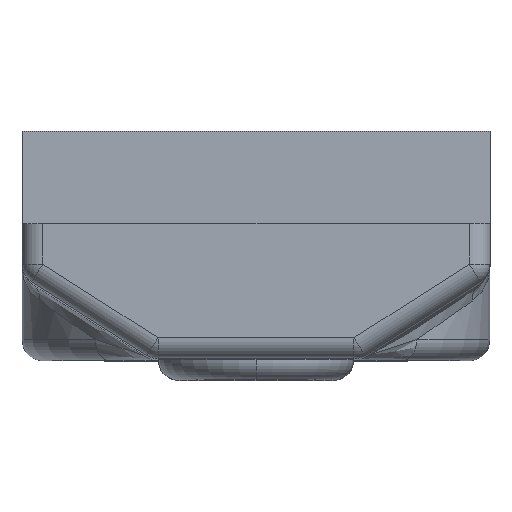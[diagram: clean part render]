
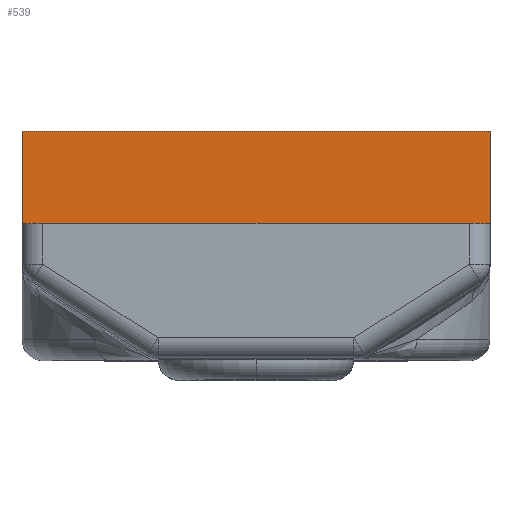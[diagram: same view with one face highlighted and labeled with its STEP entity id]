
A CAD part, top view. The second image highlights one B-rep face of the part: STEP entity #539.
In plain terms, the highlighted planar face has unit normal (0, 0, 1).
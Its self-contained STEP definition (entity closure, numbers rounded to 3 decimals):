
#69 = ORIENTED_EDGE ( 'NONE', *, *, #113, .T. ) ;
#77 = DIRECTION ( 'NONE',  ( -1., 0., 0. ) ) ;
#81 = EDGE_CURVE ( 'NONE', #640, #478, #1502, .T. ) ;
#113 = EDGE_CURVE ( 'NONE', #478, #1099, #405, .T. ) ;
#142 = EDGE_LOOP ( 'NONE', ( #69, #1158, #1343, #865 ) ) ;
#196 = DIRECTION ( 'NONE',  ( 0., 0., -1. ) ) ;
#278 = DIRECTION ( 'NONE',  ( 0., -1., 0. ) ) ;
#308 = CARTESIAN_POINT ( 'NONE',  ( -22.5, 13., 32.5 ) ) ;
#323 = VECTOR ( 'NONE', #902, 1000. ) ;
#338 = VECTOR ( 'NONE', #1049, 1000. ) ;
#381 = AXIS2_PLACEMENT_3D ( 'NONE', #1072, #196, #77 ) ;
#405 = LINE ( 'NONE', #1037, #1510 ) ;
#478 = VERTEX_POINT ( 'NONE', #1195 ) ;
#539 = ADVANCED_FACE ( 'NONE', ( #1305 ), #818, .F. ) ;
#640 = VERTEX_POINT ( 'NONE', #1503 ) ;
#649 = DIRECTION ( 'NONE',  ( 0., 1., 0. ) ) ;
#671 = CARTESIAN_POINT ( 'NONE',  ( -22.5, 22., 32.5 ) ) ;
#677 = VERTEX_POINT ( 'NONE', #1526 ) ;
#775 = LINE ( 'NONE', #1270, #1492 ) ;
#818 = PLANE ( 'NONE',  #381 ) ;
#826 = CARTESIAN_POINT ( 'NONE',  ( -22.5, 13., 32.5 ) ) ;
#865 = ORIENTED_EDGE ( 'NONE', *, *, #81, .T. ) ;
#898 = EDGE_CURVE ( 'NONE', #677, #640, #775, .T. ) ;
#902 = DIRECTION ( 'NONE',  ( -1., 0., 0. ) ) ;
#1015 = EDGE_CURVE ( 'NONE', #1099, #677, #1172, .T. ) ;
#1037 = CARTESIAN_POINT ( 'NONE',  ( -22.5, 13., 32.5 ) ) ;
#1049 = DIRECTION ( 'NONE',  ( 1., 0., 0. ) ) ;
#1072 = CARTESIAN_POINT ( 'NONE',  ( 0., 0., 32.5 ) ) ;
#1099 = VERTEX_POINT ( 'NONE', #308 ) ;
#1158 = ORIENTED_EDGE ( 'NONE', *, *, #1015, .T. ) ;
#1172 = LINE ( 'NONE', #826, #338 ) ;
#1195 = CARTESIAN_POINT ( 'NONE',  ( -22.5, 22., 32.5 ) ) ;
#1270 = CARTESIAN_POINT ( 'NONE',  ( 22.5, 13., 32.5 ) ) ;
#1305 = FACE_OUTER_BOUND ( 'NONE', #142, .T. ) ;
#1343 = ORIENTED_EDGE ( 'NONE', *, *, #898, .T. ) ;
#1492 = VECTOR ( 'NONE', #649, 1000. ) ;
#1502 = LINE ( 'NONE', #671, #323 ) ;
#1503 = CARTESIAN_POINT ( 'NONE',  ( 22.5, 22., 32.5 ) ) ;
#1510 = VECTOR ( 'NONE', #278, 1000. ) ;
#1526 = CARTESIAN_POINT ( 'NONE',  ( 22.5, 13., 32.5 ) ) ;
